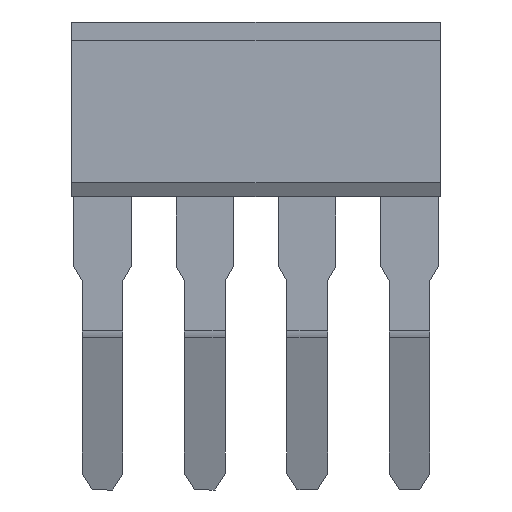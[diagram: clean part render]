
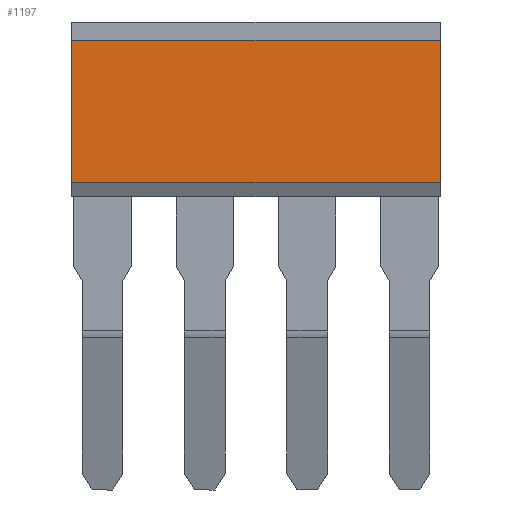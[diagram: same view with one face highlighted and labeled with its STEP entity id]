
A CAD part, top view. The second image highlights one B-rep face of the part: STEP entity #1197.
In plain terms, the highlighted planar face has unit normal (0, 0, 1).
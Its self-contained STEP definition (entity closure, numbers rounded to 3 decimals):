
#58 = PLANE ( 'NONE',  #1614 ) ;
#182 = DIRECTION ( 'NONE',  ( 1., 0., 0. ) ) ;
#220 = CARTESIAN_POINT ( 'NONE',  ( 5.067, 4.86, 4.292 ) ) ;
#256 = DIRECTION ( 'NONE',  ( 0., 0., 1. ) ) ;
#304 = CARTESIAN_POINT ( 'NONE',  ( -12.933, 4.86, 4.292 ) ) ;
#362 = CARTESIAN_POINT ( 'NONE',  ( -12.933, 11.804, 4.292 ) ) ;
#574 = CARTESIAN_POINT ( 'NONE',  ( -12.933, 11.804, 4.292 ) ) ;
#852 = DIRECTION ( 'NONE',  ( 0., -1., 0. ) ) ;
#909 = DIRECTION ( 'NONE',  ( 1., 0., 0. ) ) ;
#916 = CARTESIAN_POINT ( 'NONE',  ( -21.774, 11.804, 4.292 ) ) ;
#1142 = LINE ( 'NONE', #1912, #2879 ) ;
#1174 = VECTOR ( 'NONE', #182, 1000. ) ;
#1197 = ADVANCED_FACE ( 'NONE', ( #1661 ), #58, .T. ) ;
#1277 = ORIENTED_EDGE ( 'NONE', *, *, #2424, .F. ) ;
#1334 = LINE ( 'NONE', #916, #1174 ) ;
#1447 = CARTESIAN_POINT ( 'NONE',  ( -21.774, 4.86, 4.292 ) ) ;
#1453 = VERTEX_POINT ( 'NONE', #2688 ) ;
#1614 = AXIS2_PLACEMENT_3D ( 'NONE', #1819, #256, #2113 ) ;
#1661 = FACE_OUTER_BOUND ( 'NONE', #3370, .T. ) ;
#1762 = VERTEX_POINT ( 'NONE', #220 ) ;
#1819 = CARTESIAN_POINT ( 'NONE',  ( -21.774, 11.804, 4.292 ) ) ;
#1912 = CARTESIAN_POINT ( 'NONE',  ( 5.067, 11.804, 4.292 ) ) ;
#1914 = ORIENTED_EDGE ( 'NONE', *, *, #2994, .T. ) ;
#2113 = DIRECTION ( 'NONE',  ( 0., -1., 0. ) ) ;
#2199 = DIRECTION ( 'NONE',  ( 0., -1., 0. ) ) ;
#2424 = EDGE_CURVE ( 'NONE', #2663, #1453, #1334, .T. ) ;
#2476 = VECTOR ( 'NONE', #909, 1000. ) ;
#2663 = VERTEX_POINT ( 'NONE', #362 ) ;
#2687 = ORIENTED_EDGE ( 'NONE', *, *, #2986, .F. ) ;
#2688 = CARTESIAN_POINT ( 'NONE',  ( 5.067, 11.804, 4.292 ) ) ;
#2730 = VECTOR ( 'NONE', #852, 1000. ) ;
#2781 = LINE ( 'NONE', #1447, #2476 ) ;
#2785 = EDGE_CURVE ( 'NONE', #3306, #1762, #2781, .T. ) ;
#2879 = VECTOR ( 'NONE', #2199, 1000. ) ;
#2883 = LINE ( 'NONE', #574, #2730 ) ;
#2986 = EDGE_CURVE ( 'NONE', #1453, #1762, #1142, .T. ) ;
#2994 = EDGE_CURVE ( 'NONE', #2663, #3306, #2883, .T. ) ;
#3234 = ORIENTED_EDGE ( 'NONE', *, *, #2785, .T. ) ;
#3306 = VERTEX_POINT ( 'NONE', #304 ) ;
#3370 = EDGE_LOOP ( 'NONE', ( #3234, #2687, #1277, #1914 ) ) ;
